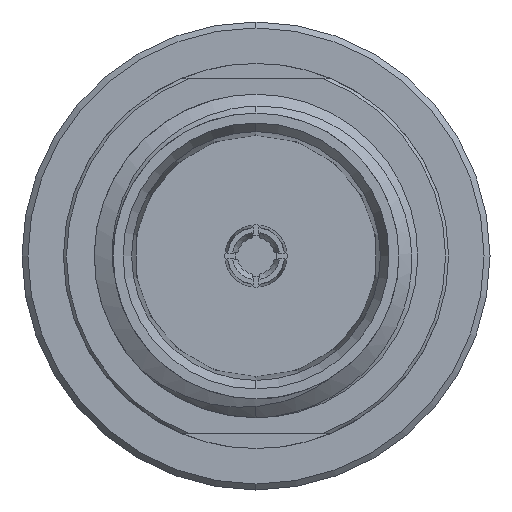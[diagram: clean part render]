
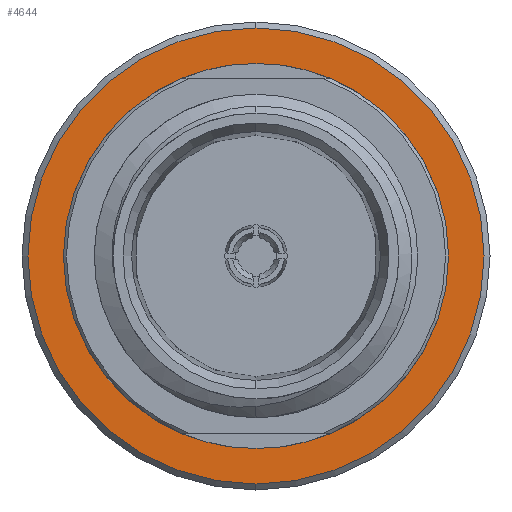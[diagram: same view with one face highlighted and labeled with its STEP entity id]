
A CAD part, left-side view. The second image highlights one B-rep face of the part: STEP entity #4644.
In plain terms, the highlighted planar face has unit normal (-1, 0, 0).
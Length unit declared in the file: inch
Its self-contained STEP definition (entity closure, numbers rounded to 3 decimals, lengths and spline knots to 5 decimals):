
#224 = AXIS2_PLACEMENT_3D ( 'NONE', #4697, #2407, #3620 ) ;
#235 = VERTEX_POINT ( 'NONE', #2015 ) ;
#314 = AXIS2_PLACEMENT_3D ( 'NONE', #2336, #1140, #401 ) ;
#401 = DIRECTION ( 'NONE',  ( 0., 0., 1. ) ) ;
#550 = DIRECTION ( 'NONE',  ( 1., 0., 0. ) ) ;
#746 = ORIENTED_EDGE ( 'NONE', *, *, #2958, .T. ) ;
#802 = EDGE_LOOP ( 'NONE', ( #3441, #4178 ) ) ;
#1140 = DIRECTION ( 'NONE',  ( -1., 0., 0. ) ) ;
#1150 = DIRECTION ( 'NONE',  ( 0., 0., 1. ) ) ;
#1434 = CIRCLE ( 'NONE', #2729, 0.25591 ) ;
#1511 = VERTEX_POINT ( 'NONE', #4559 ) ;
#1536 = CIRCLE ( 'NONE', #1609, 0.25591 ) ;
#1609 = AXIS2_PLACEMENT_3D ( 'NONE', #1713, #550, #3258 ) ;
#1713 = CARTESIAN_POINT ( 'NONE',  ( 0.65748, 0., 0. ) ) ;
#2015 = CARTESIAN_POINT ( 'NONE',  ( 0.65748, 0., -0.30315 ) ) ;
#2218 = EDGE_CURVE ( 'NONE', #1511, #235, #4174, .T. ) ;
#2336 = CARTESIAN_POINT ( 'NONE',  ( 0.65748, 0., 0. ) ) ;
#2371 = CARTESIAN_POINT ( 'NONE',  ( 0.65748, 0., -0.25591 ) ) ;
#2407 = DIRECTION ( 'NONE',  ( 1., 0., 0. ) ) ;
#2410 = AXIS2_PLACEMENT_3D ( 'NONE', #2813, #3097, #2716 ) ;
#2495 = VERTEX_POINT ( 'NONE', #3913 ) ;
#2686 = FACE_BOUND ( 'NONE', #4106, .T. ) ;
#2716 = DIRECTION ( 'NONE',  ( 0., 0., -1. ) ) ;
#2729 = AXIS2_PLACEMENT_3D ( 'NONE', #3531, #4612, #1150 ) ;
#2813 = CARTESIAN_POINT ( 'NONE',  ( 0.65748, 0., 0. ) ) ;
#2941 = ORIENTED_EDGE ( 'NONE', *, *, #4936, .T. ) ;
#2958 = EDGE_CURVE ( 'NONE', #2495, #4305, #1434, .T. ) ;
#3062 = CIRCLE ( 'NONE', #224, 0.30315 ) ;
#3097 = DIRECTION ( 'NONE',  ( 1., 0., 0. ) ) ;
#3258 = DIRECTION ( 'NONE',  ( 0., 0., 1. ) ) ;
#3400 = PLANE ( 'NONE',  #314 ) ;
#3441 = ORIENTED_EDGE ( 'NONE', *, *, #3523, .F. ) ;
#3523 = EDGE_CURVE ( 'NONE', #235, #1511, #3062, .T. ) ;
#3531 = CARTESIAN_POINT ( 'NONE',  ( 0.65748, 0., 0. ) ) ;
#3620 = DIRECTION ( 'NONE',  ( 0., 0., -1. ) ) ;
#3913 = CARTESIAN_POINT ( 'NONE',  ( 0.65748, 0., 0.25591 ) ) ;
#4106 = EDGE_LOOP ( 'NONE', ( #746, #2941 ) ) ;
#4174 = CIRCLE ( 'NONE', #2410, 0.30315 ) ;
#4178 = ORIENTED_EDGE ( 'NONE', *, *, #2218, .F. ) ;
#4305 = VERTEX_POINT ( 'NONE', #2371 ) ;
#4559 = CARTESIAN_POINT ( 'NONE',  ( 0.65748, 0., 0.30315 ) ) ;
#4612 = DIRECTION ( 'NONE',  ( 1., 0., 0. ) ) ;
#4644 = ADVANCED_FACE ( 'NONE', ( #2686, #4924 ), #3400, .T. ) ;
#4697 = CARTESIAN_POINT ( 'NONE',  ( 0.65748, 0., 0. ) ) ;
#4924 = FACE_OUTER_BOUND ( 'NONE', #802, .T. ) ;
#4936 = EDGE_CURVE ( 'NONE', #4305, #2495, #1536, .T. ) ;
